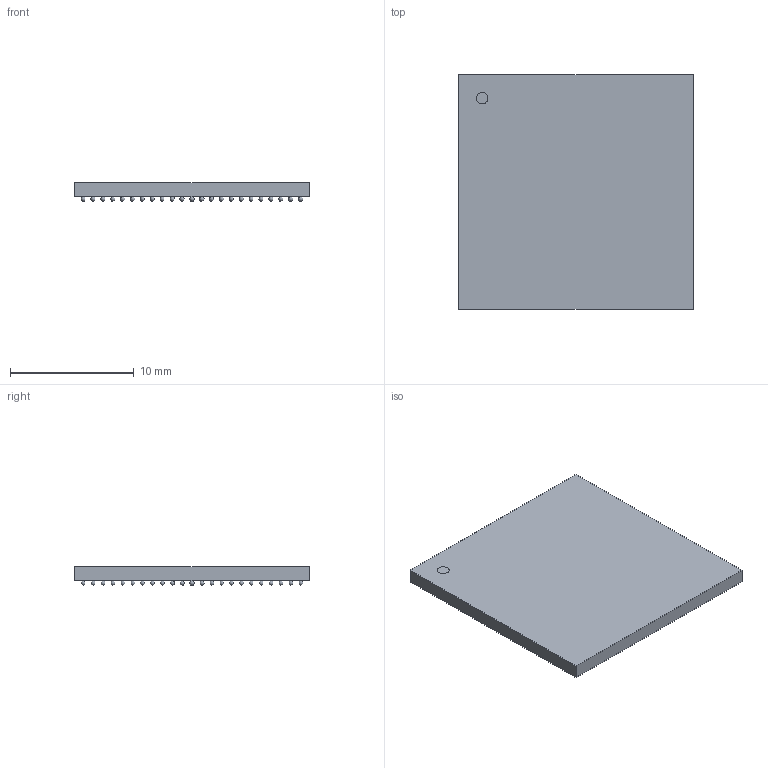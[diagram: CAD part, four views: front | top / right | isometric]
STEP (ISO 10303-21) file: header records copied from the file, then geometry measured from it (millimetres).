
FILE_DESCRIPTION(('STEP AP214'),'1');
FILE_NAME('BC_425_1_ADI','2025-12-03T03:46:24',(''),(''),'','','');
FILE_SCHEMA(('AUTOMOTIVE_DESIGN'));
Length unit declared in the file: millimetre
Products named in the file (1): product
Bounding box: 19 x 19 x 1.5 mm (x, y, z)
Volume: 433.4 mm3; surface area: 1148.1 mm2
Topology: 852 solids, 852 shells, 859 faces, 2565 edges, 1710 vertices
Faces by surface type: sphere 850, plane 8, cylinder 1
Full cylindrical faces by diameter (mm): 0.95 x1
Entity records: 8023 total; most frequent: DIRECTION 1738, CARTESIAN_POINT 873, AXIS2_PLACEMENT_3D 863, STYLED_ITEM 859, ADVANCED_FACE 859, MANIFOLD_SOLID_BREP 852, CLOSED_SHELL 852, SPHERICAL_SURFACE 850
